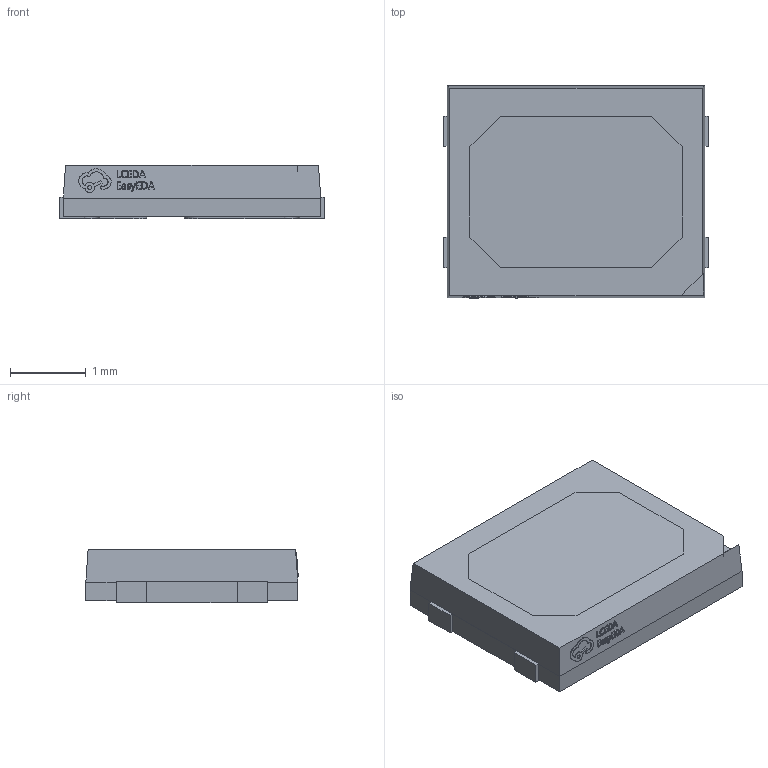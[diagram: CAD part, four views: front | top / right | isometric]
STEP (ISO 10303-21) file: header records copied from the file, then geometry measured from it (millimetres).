
FILE_DESCRIPTION (( 'STEP AP214' ), '1' );
FILE_NAME ('LED-SMD_L3.5-W2.8_2.STEP', '2024-07-08T01:09:55', ( 'PC' ), ( 'Microsoft' ), 'SwSTEP 2.0', 'SolidWorks 2020', '' );
FILE_SCHEMA (( 'AUTOMOTIVE_DESIGN' ));
Length unit declared in the file: millimetre
Products named in the file (1): LED-SMD_L3.5-W2.8_2
Bounding box: 3.5 x 2.8 x 0.7 mm (x, y, z)
Volume: 6.5 mm3; surface area: 40.4 mm2
Topology: 2 solids, 2 shells, 304 faces, 830 edges, 552 vertices
Faces by surface type: plane 194, bspline 98, cylinder 12
Entity records: 13425 total; most frequent: CARTESIAN_POINT 2993, ORIENTED_EDGE 1660, DIRECTION 1068, EDGE_CURVE 830, LINE 606, VECTOR 606, VERTEX_POINT 552, EDGE_LOOP 326
